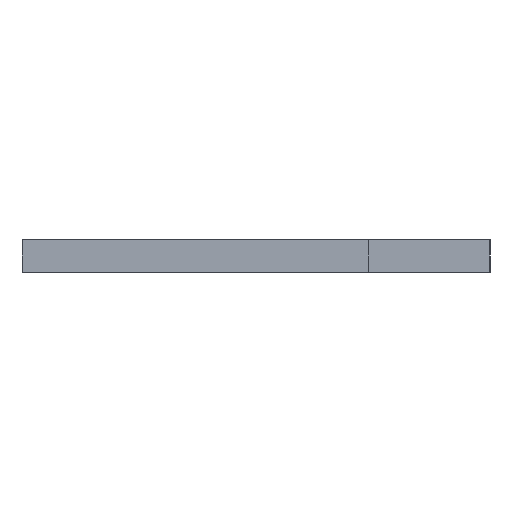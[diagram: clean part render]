
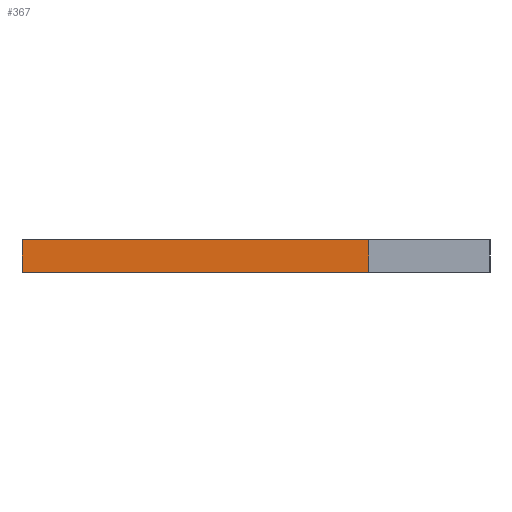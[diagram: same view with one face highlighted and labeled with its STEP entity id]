
A CAD part, left-side view. The second image highlights one B-rep face of the part: STEP entity #367.
In plain terms, the highlighted planar face has unit normal (-1, 0, 0).
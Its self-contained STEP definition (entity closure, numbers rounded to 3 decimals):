
#241=PLANE('',#3056);
#367=ADVANCED_FACE('',(#527),#241,.F.);
#527=FACE_OUTER_BOUND('',#654,.T.);
#654=EDGE_LOOP('',(#1163,#1164,#1165,#1166));
#1163=ORIENTED_EDGE('',*,*,#2023,.T.);
#1164=ORIENTED_EDGE('',*,*,#1926,.F.);
#1165=ORIENTED_EDGE('',*,*,#2024,.F.);
#1166=ORIENTED_EDGE('',*,*,#2003,.T.);
#1605=VERTEX_POINT('',#5482);
#1608=VERTEX_POINT('',#5487);
#1659=VERTEX_POINT('',#5641);
#1660=VERTEX_POINT('',#5643);
#1926=EDGE_CURVE('',#1608,#1605,#2526,.T.);
#2003=EDGE_CURVE('',#1660,#1659,#2603,.T.);
#2023=EDGE_CURVE('',#1659,#1605,#2605,.T.);
#2024=EDGE_CURVE('',#1660,#1608,#2606,.T.);
#2526=LINE('',#5488,#2763);
#2603=LINE('',#5642,#2840);
#2605=LINE('',#5835,#2846);
#2606=LINE('',#5836,#2847);
#2763=VECTOR('',#3339,1.);
#2840=VECTOR('',#3468,1.);
#2846=VECTOR('',#3486,1.);
#2847=VECTOR('',#3487,1.);
#3056=AXIS2_PLACEMENT_3D('',#5837,#3488,#3489);
#3339=DIRECTION('',(0.,0.,-1.));
#3468=DIRECTION('',(0.,0.,-1.));
#3486=DIRECTION('',(0.,-1.,0.));
#3487=DIRECTION('',(0.,-1.,0.));
#3488=DIRECTION('',(1.,0.,0.));
#3489=DIRECTION('',(0.,0.,-1.));
#5482=CARTESIAN_POINT('',(-75.,0.,0.));
#5487=CARTESIAN_POINT('',(-75.,0.,4.));
#5488=CARTESIAN_POINT('',(-75.,0.,4.));
#5641=CARTESIAN_POINT('',(-75.,43.,0.));
#5642=CARTESIAN_POINT('',(-75.,43.,4.));
#5643=CARTESIAN_POINT('',(-75.,43.,4.));
#5835=CARTESIAN_POINT('',(-75.,13.,0.));
#5836=CARTESIAN_POINT('',(-75.,10.,4.));
#5837=CARTESIAN_POINT('',(-75.,13.,4.));
